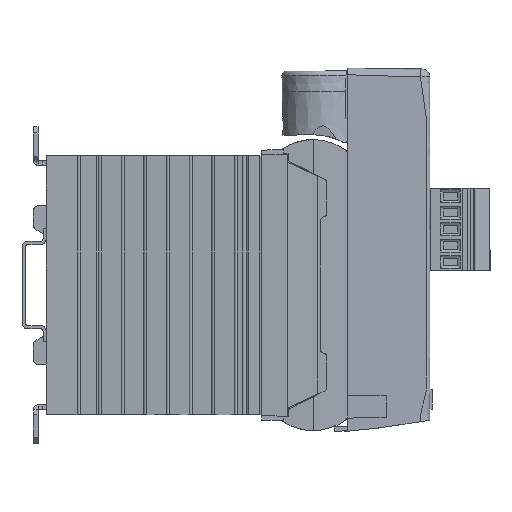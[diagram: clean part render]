
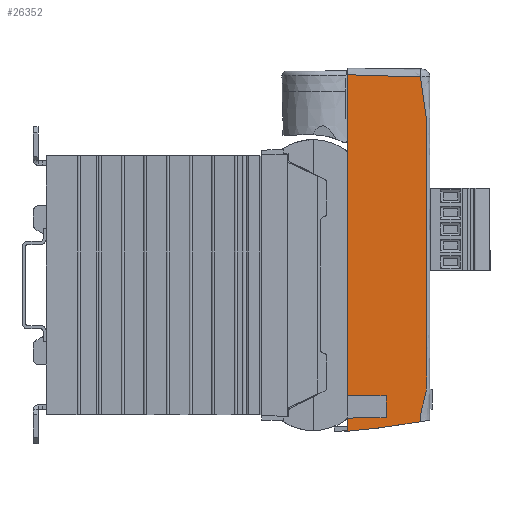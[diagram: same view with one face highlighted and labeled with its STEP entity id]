
A CAD part, left-side view. The second image highlights one B-rep face of the part: STEP entity #26352.
In plain terms, the highlighted face is planar.
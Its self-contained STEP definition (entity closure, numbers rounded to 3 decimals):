
#632=B_SPLINE_CURVE_WITH_KNOTS('',3,(#46452,#46453,#46454,#46455,#46456,
#46457,#46458,#46459),.UNSPECIFIED.,.F.,.F.,(4,2,2,4),(-8.531,
-7.15,0.992,2.122),.UNSPECIFIED.);
#641=B_SPLINE_CURVE_WITH_KNOTS('',3,(#46752,#46753,#46754,#46755,#46756,
#46757,#46758,#46759,#46760,#46761,#46762,#46763,#46764,#46765,#46766,#46767,
#46768,#46769,#46770,#46771,#46772,#46773),.UNSPECIFIED.,.F.,.F.,(4,2,2,
2,1,1,1,1,2,2,2,2,4),(-6.238,-6.052,-5.864,
-5.488,-5.3,-5.113,-4.925,
-4.737,-4.549,-4.361,-4.173,
-3.985,-3.971),.UNSPECIFIED.);
#698=B_SPLINE_CURVE_WITH_KNOTS('',3,(#48366,#48367,#48368,#48369,#48370,
#48371,#48372,#48373,#48374,#48375),.UNSPECIFIED.,.F.,.F.,(4,3,3,4),(0.051,
0.472,0.892,0.991),.UNSPECIFIED.);
#2721=FACE_OUTER_BOUND('',#4122,.T.);
#4122=EDGE_LOOP('',(#21619,#21620,#21621,#21622,#21623,#21624,#21625,#21626,
#21627));
#6345=LINE('',#47807,#8972);
#6349=LINE('',#47814,#8976);
#6448=LINE('',#48444,#9075);
#6449=LINE('',#48445,#9076);
#6450=LINE('',#48447,#9077);
#6451=LINE('',#48448,#9078);
#8972=VECTOR('',#33805,10.);
#8976=VECTOR('',#33809,10.);
#9075=VECTOR('',#34096,10.);
#9076=VECTOR('',#34097,10.);
#9077=VECTOR('',#34098,10.);
#9078=VECTOR('',#34099,10.);
#11492=VERTEX_POINT('',#46439);
#11494=VERTEX_POINT('',#46451);
#11501=VERTEX_POINT('',#46678);
#11583=VERTEX_POINT('',#47801);
#11584=VERTEX_POINT('',#47806);
#11587=VERTEX_POINT('',#47812);
#11691=VERTEX_POINT('',#48365);
#11697=VERTEX_POINT('',#48443);
#11698=VERTEX_POINT('',#48446);
#14836=EDGE_CURVE('',#11492,#11494,#632,.T.);
#14845=EDGE_CURVE('',#11501,#11492,#641,.T.);
#14954=EDGE_CURVE('',#11583,#11584,#6345,.T.);
#14958=EDGE_CURVE('',#11587,#11501,#6349,.T.);
#15115=EDGE_CURVE('',#11583,#11691,#698,.T.);
#15128=EDGE_CURVE('',#11697,#11584,#6448,.T.);
#15129=EDGE_CURVE('',#11691,#11494,#6449,.F.);
#15130=EDGE_CURVE('',#11587,#11698,#6450,.T.);
#15131=EDGE_CURVE('',#11698,#11697,#6451,.T.);
#21619=ORIENTED_EDGE('',*,*,#15128,.T.);
#21620=ORIENTED_EDGE('',*,*,#14954,.F.);
#21621=ORIENTED_EDGE('',*,*,#15115,.T.);
#21622=ORIENTED_EDGE('',*,*,#15129,.T.);
#21623=ORIENTED_EDGE('',*,*,#14836,.F.);
#21624=ORIENTED_EDGE('',*,*,#14845,.F.);
#21625=ORIENTED_EDGE('',*,*,#14958,.F.);
#21626=ORIENTED_EDGE('',*,*,#15130,.T.);
#21627=ORIENTED_EDGE('',*,*,#15131,.T.);
#24104=PLANE('',#28409);
#26352=ADVANCED_FACE('',(#2721),#24104,.T.);
#28409=AXIS2_PLACEMENT_3D('',#48442,#34094,#34095);
#33805=DIRECTION('',(0.,1.,0.));
#33809=DIRECTION('',(0.,1.,0.));
#34094=DIRECTION('center_axis',(-1.,0.,
0.009));
#34095=DIRECTION('ref_axis',(0.,-1.,0.));
#34096=DIRECTION('',(-0.009,-0.009,-1.));
#34097=DIRECTION('',(-0.009,-0.148,-0.989));
#34098=DIRECTION('',(0.009,-0.009,1.));
#34099=DIRECTION('',(0.,-1.,0.));
#46439=CARTESIAN_POINT('',(-10.802,64.305,22.65));
#46451=CARTESIAN_POINT('',(-10.803,-42.22,22.536));
#46452=CARTESIAN_POINT('Ctrl Pts',(-10.802,64.305,22.65));
#46453=CARTESIAN_POINT('Ctrl Pts',(-10.799,59.702,23.083));
#46454=CARTESIAN_POINT('Ctrl Pts',(-10.786,55.099,24.509));
#46455=CARTESIAN_POINT('Ctrl Pts',(-10.786,23.357,24.509));
#46456=CARTESIAN_POINT('Ctrl Pts',(-10.786,-3.782,
24.509));
#46457=CARTESIAN_POINT('Ctrl Pts',(-10.786,-34.688,
24.509));
#46458=CARTESIAN_POINT('Ctrl Pts',(-10.805,-38.454,22.361));
#46459=CARTESIAN_POINT('Ctrl Pts',(-10.803,-42.22,
22.536));
#46678=CARTESIAN_POINT('',(-11.,65.003,0.));
#46752=CARTESIAN_POINT('Ctrl Pts',(-11.,65.003,0.));
#46753=CARTESIAN_POINT('Ctrl Pts',(-10.995,64.997,0.62));
#46754=CARTESIAN_POINT('Ctrl Pts',(-10.989,64.988,1.24));
#46755=CARTESIAN_POINT('Ctrl Pts',(-10.978,64.965,2.485));
#46756=CARTESIAN_POINT('Ctrl Pts',(-10.973,64.95,3.111));
#46757=CARTESIAN_POINT('Ctrl Pts',(-10.956,64.899,4.988));
#46758=CARTESIAN_POINT('Ctrl Pts',(-10.946,64.856,6.239));
#46759=CARTESIAN_POINT('Ctrl Pts',(-10.929,64.784,8.116));
#46760=CARTESIAN_POINT('Ctrl Pts',(-10.918,64.733,9.367));
#46761=CARTESIAN_POINT('Ctrl Pts',(-10.902,64.655,11.243));
#46762=CARTESIAN_POINT('Ctrl Pts',(-10.886,64.576,13.12));
#46763=CARTESIAN_POINT('Ctrl Pts',(-10.869,64.5,14.997));
#46764=CARTESIAN_POINT('Ctrl Pts',(-10.858,64.455,16.248));
#46765=CARTESIAN_POINT('Ctrl Pts',(-10.847,64.412,17.499));
#46766=CARTESIAN_POINT('Ctrl Pts',(-10.842,64.393,18.125));
#46767=CARTESIAN_POINT('Ctrl Pts',(-10.831,64.359,19.376));
#46768=CARTESIAN_POINT('Ctrl Pts',(-10.825,64.344,20.002));
#46769=CARTESIAN_POINT('Ctrl Pts',(-10.815,64.321,21.253));
#46770=CARTESIAN_POINT('Ctrl Pts',(-10.809,64.312,21.878));
#46771=CARTESIAN_POINT('Ctrl Pts',(-10.803,64.306,22.553));
#46772=CARTESIAN_POINT('Ctrl Pts',(-10.803,64.305,22.601));
#46773=CARTESIAN_POINT('Ctrl Pts',(-10.802,64.305,22.65));
#47801=CARTESIAN_POINT('',(-11.,-45.142,0.));
#47806=CARTESIAN_POINT('',(-11.,-41.075,0.));
#47807=CARTESIAN_POINT('',(-11.,-42.,0.));
#47812=CARTESIAN_POINT('',(-11.,-34.075,0.));
#47814=CARTESIAN_POINT('',(-11.,-42.,0.));
#48365=CARTESIAN_POINT('',(-10.918,-44.191,9.35));
#48366=CARTESIAN_POINT('Ctrl Pts',(-11.,-45.142,0.));
#48367=CARTESIAN_POINT('Ctrl Pts',(-10.988,-45.066,
1.4));
#48368=CARTESIAN_POINT('Ctrl Pts',(-10.976,-44.96,
2.798));
#48369=CARTESIAN_POINT('Ctrl Pts',(-10.963,-44.825,
4.193));
#48370=CARTESIAN_POINT('Ctrl Pts',(-10.951,-44.69,5.588));
#48371=CARTESIAN_POINT('Ctrl Pts',(-10.939,-44.526,
6.979));
#48372=CARTESIAN_POINT('Ctrl Pts',(-10.927,-44.333,
8.367));
#48373=CARTESIAN_POINT('Ctrl Pts',(-10.924,-44.287,
8.695));
#48374=CARTESIAN_POINT('Ctrl Pts',(-10.921,-44.24,
9.022));
#48375=CARTESIAN_POINT('Ctrl Pts',(-10.918,-44.191,9.35));
#48442=CARTESIAN_POINT('Origin',(-11.,-42.,0.));
#48443=CARTESIAN_POINT('',(-10.895,-40.97,12.));
#48444=CARTESIAN_POINT('',(-11.,-41.075,0.002));
#48445=CARTESIAN_POINT('',(-10.996,-45.514,0.496));
#48446=CARTESIAN_POINT('',(-10.895,-34.18,12.));
#48447=CARTESIAN_POINT('',(-11.,-34.075,0.033));
#48448=CARTESIAN_POINT('',(-10.895,-39.788,12.));
